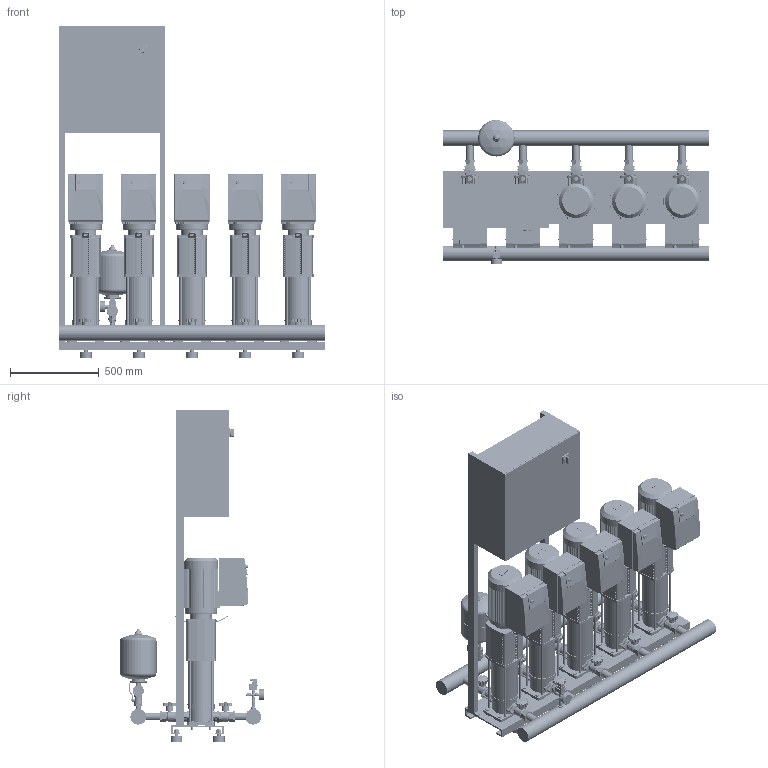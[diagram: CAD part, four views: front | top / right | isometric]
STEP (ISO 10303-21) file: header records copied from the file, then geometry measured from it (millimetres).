
FILE_DESCRIPTION((''),'2;1');
FILE_NAME('3d_COR-5HELIXVE608_K_CCE-01-2539346.stp','2015-10-05T07:18:21',(''),(''),'Mechanical Desktop 2009','Mechanical Desktop 2009',', , ');
FILE_SCHEMA(('CONFIG_CONTROL_DESIGN'));
Length unit declared in the file: millimetre
Products named in the file (1): Product
Bounding box: 1500 x 813 x 1870 mm (x, y, z)
Volume: 268501692.4 mm3; surface area: 13500185.8 mm2
Topology: 236 solids, 236 shells, 8176 faces, 21378 edges, 13957 vertices
Faces by surface type: plane 3740, bspline 2073, cylinder 1932, cone 251, torus 114, sphere 66
Entity records: 264799 total; most frequent: CARTESIAN_POINT 64408, ORIENTED_EDGE 42588, DIRECTION 38554, EDGE_CURVE 21294, VECTOR 14622, LINE 14622, VERTEX_POINT 13950, AXIS2_PLACEMENT_3D 11966
